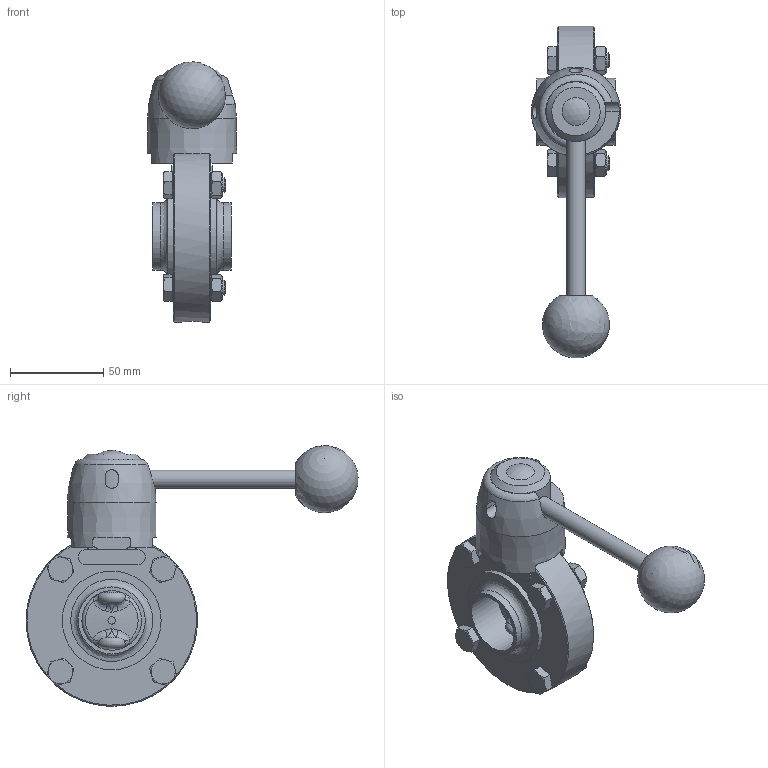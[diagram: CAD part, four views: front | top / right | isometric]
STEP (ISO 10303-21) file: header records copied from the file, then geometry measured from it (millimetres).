
FILE_DESCRIPTION((''),'2;1');
FILE_NAME('52240032XX00.stp','2010-11-23T10:34:57',('Creator'),(''),'Autodesk Inventor 2010','Autodesk Inventor 2010','');
FILE_SCHEMA(('AUTOMOTIVE_DESIGN { 1 0 10303 214 1 1 1 1 }'));
Length unit declared in the file: millimetre
Products named in the file (1): 52240032XX00
Bounding box: 47.89 x 178.15 x 139.71 mm (x, y, z)
Volume: 232793.6 mm3; surface area: 59006.1 mm2
Topology: 1 solids, 9 shells, 363 faces, 932 edges, 572 vertices
Faces by surface type: plane 170, cylinder 84, cone 63, bspline 31, torus 9, sphere 6
Full cylindrical faces by diameter (mm): 4.134 x1, 5.5 x1, 6.2 x1, 6.8 x1, 7.2 x6, 7.323 x4, 8 x8, 8.5 x4, 8.8 x3, 9 x1, 10 x3, 10.5 x1, 11.4 x4, 12.2 x2, 13.8 x1, 14 x1, 31.9 x1, 32 x2, 36 x2, 53 x2, 92 x1
Entity records: 13068 total; most frequent: CARTESIAN_POINT 5364, ORIENTED_EDGE 1574, DIRECTION 1472, EDGE_CURVE 787, AXIS2_PLACEMENT_3D 619, VERTEX_POINT 530, EDGE_LOOP 499, FACE_OUTER_BOUND 362
